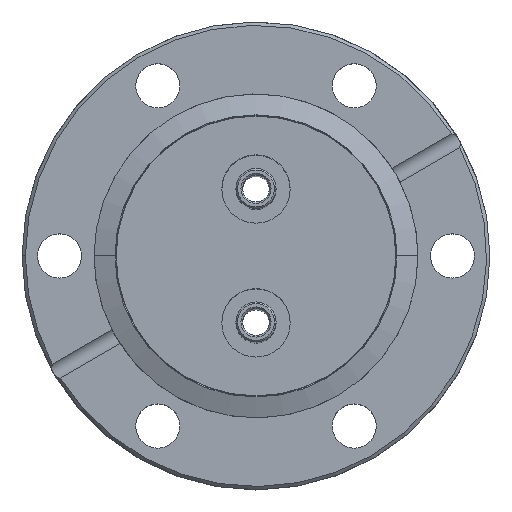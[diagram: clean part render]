
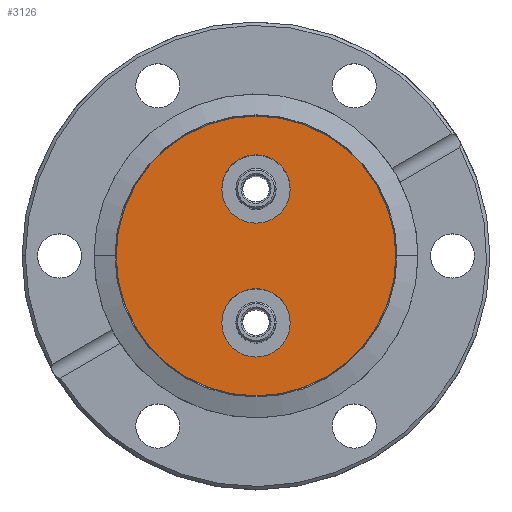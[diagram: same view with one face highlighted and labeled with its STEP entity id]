
A CAD part, top view. The second image highlights one B-rep face of the part: STEP entity #3126.
In plain terms, the highlighted planar face has unit normal (0, 0, 1).
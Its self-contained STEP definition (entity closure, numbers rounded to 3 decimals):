
#76 = DIRECTION ( 'NONE',  ( 1., 0., 0. ) ) ;
#254 = CARTESIAN_POINT ( 'NONE',  ( 20.898, 0., -1.2 ) ) ;
#309 = ORIENTED_EDGE ( 'NONE', *, *, #1815, .F. ) ;
#324 = VERTEX_POINT ( 'NONE', #1212 ) ;
#401 = AXIS2_PLACEMENT_3D ( 'NONE', #4200, #474, #1176 ) ;
#439 = EDGE_LOOP ( 'NONE', ( #3502, #1253 ) ) ;
#474 = DIRECTION ( 'NONE',  ( 0., 0., 1. ) ) ;
#556 = DIRECTION ( 'NONE',  ( 0., 0., 1. ) ) ;
#991 = CARTESIAN_POINT ( 'NONE',  ( 5.11, 10., -1.2 ) ) ;
#1037 = EDGE_CURVE ( 'NONE', #3839, #324, #3304, .T. ) ;
#1176 = DIRECTION ( 'NONE',  ( 1., 0., 0. ) ) ;
#1212 = CARTESIAN_POINT ( 'NONE',  ( -20.898, 0., -1.2 ) ) ;
#1253 = ORIENTED_EDGE ( 'NONE', *, *, #2235, .T. ) ;
#1292 = CIRCLE ( 'NONE', #3831, 20.898 ) ;
#1309 = CIRCLE ( 'NONE', #3497, 5.11 ) ;
#1415 = ORIENTED_EDGE ( 'NONE', *, *, #2112, .F. ) ;
#1500 = DIRECTION ( 'NONE',  ( 0., 0., 1. ) ) ;
#1541 = DIRECTION ( 'NONE',  ( 0., 0., 1. ) ) ;
#1599 = CARTESIAN_POINT ( 'NONE',  ( 0., 0., -1.2 ) ) ;
#1620 = CARTESIAN_POINT ( 'NONE',  ( 5.11, -10., -1.2 ) ) ;
#1733 = VERTEX_POINT ( 'NONE', #3800 ) ;
#1797 = AXIS2_PLACEMENT_3D ( 'NONE', #1599, #556, #2868 ) ;
#1815 = EDGE_CURVE ( 'NONE', #1733, #3976, #2542, .T. ) ;
#1958 = FACE_BOUND ( 'NONE', #2437, .T. ) ;
#1967 = DIRECTION ( 'NONE',  ( 0., 0., 1. ) ) ;
#1983 = CARTESIAN_POINT ( 'NONE',  ( 0., -10., -1.2 ) ) ;
#2112 = EDGE_CURVE ( 'NONE', #2391, #3333, #2967, .T. ) ;
#2118 = DIRECTION ( 'NONE',  ( 0., 0., 1. ) ) ;
#2235 = EDGE_CURVE ( 'NONE', #324, #3839, #1292, .T. ) ;
#2308 = DIRECTION ( 'NONE',  ( 1., 0., 0. ) ) ;
#2391 = VERTEX_POINT ( 'NONE', #3606 ) ;
#2437 = EDGE_LOOP ( 'NONE', ( #1415, #3272 ) ) ;
#2542 = CIRCLE ( 'NONE', #401, 5.11 ) ;
#2715 = AXIS2_PLACEMENT_3D ( 'NONE', #3500, #1500, #3828 ) ;
#2753 = EDGE_CURVE ( 'NONE', #3976, #1733, #4362, .T. ) ;
#2812 = PLANE ( 'NONE',  #2715 ) ;
#2826 = ORIENTED_EDGE ( 'NONE', *, *, #2753, .F. ) ;
#2868 = DIRECTION ( 'NONE',  ( 1., 0., 0. ) ) ;
#2967 = CIRCLE ( 'NONE', #3031, 5.11 ) ;
#3031 = AXIS2_PLACEMENT_3D ( 'NONE', #3540, #1541, #3875 ) ;
#3126 = ADVANCED_FACE ( 'NONE', ( #3832, #1958, #3736 ), #2812, .T. ) ;
#3175 = EDGE_LOOP ( 'NONE', ( #309, #2826 ) ) ;
#3272 = ORIENTED_EDGE ( 'NONE', *, *, #3946, .F. ) ;
#3304 = CIRCLE ( 'NONE', #1797, 20.898 ) ;
#3333 = VERTEX_POINT ( 'NONE', #1620 ) ;
#3497 = AXIS2_PLACEMENT_3D ( 'NONE', #1983, #4324, #2308 ) ;
#3500 = CARTESIAN_POINT ( 'NONE',  ( 0., 10., -1.2 ) ) ;
#3502 = ORIENTED_EDGE ( 'NONE', *, *, #1037, .T. ) ;
#3540 = CARTESIAN_POINT ( 'NONE',  ( 0., -10., -1.2 ) ) ;
#3606 = CARTESIAN_POINT ( 'NONE',  ( -5.11, -10., -1.2 ) ) ;
#3736 = FACE_OUTER_BOUND ( 'NONE', #439, .T. ) ;
#3800 = CARTESIAN_POINT ( 'NONE',  ( -5.11, 10., -1.2 ) ) ;
#3828 = DIRECTION ( 'NONE',  ( 1., 0., 0. ) ) ;
#3831 = AXIS2_PLACEMENT_3D ( 'NONE', #3964, #1967, #4302 ) ;
#3832 = FACE_BOUND ( 'NONE', #3175, .T. ) ;
#3839 = VERTEX_POINT ( 'NONE', #254 ) ;
#3875 = DIRECTION ( 'NONE',  ( 1., 0., 0. ) ) ;
#3946 = EDGE_CURVE ( 'NONE', #3333, #2391, #1309, .T. ) ;
#3964 = CARTESIAN_POINT ( 'NONE',  ( 0., 0., -1.2 ) ) ;
#3976 = VERTEX_POINT ( 'NONE', #991 ) ;
#4123 = CARTESIAN_POINT ( 'NONE',  ( 0., 10., -1.2 ) ) ;
#4200 = CARTESIAN_POINT ( 'NONE',  ( 0., 10., -1.2 ) ) ;
#4258 = AXIS2_PLACEMENT_3D ( 'NONE', #4123, #2118, #76 ) ;
#4302 = DIRECTION ( 'NONE',  ( 1., 0., 0. ) ) ;
#4324 = DIRECTION ( 'NONE',  ( 0., 0., 1. ) ) ;
#4362 = CIRCLE ( 'NONE', #4258, 5.11 ) ;
